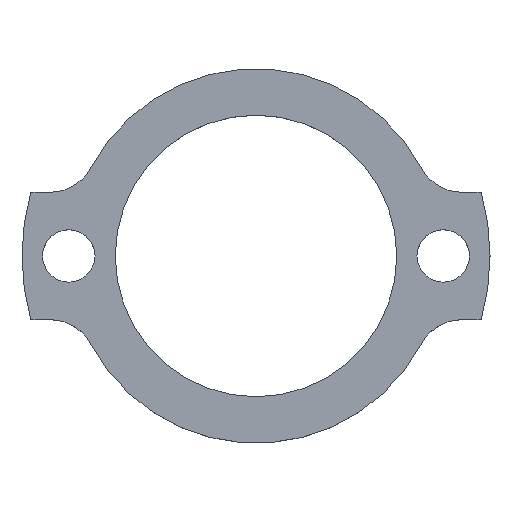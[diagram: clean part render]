
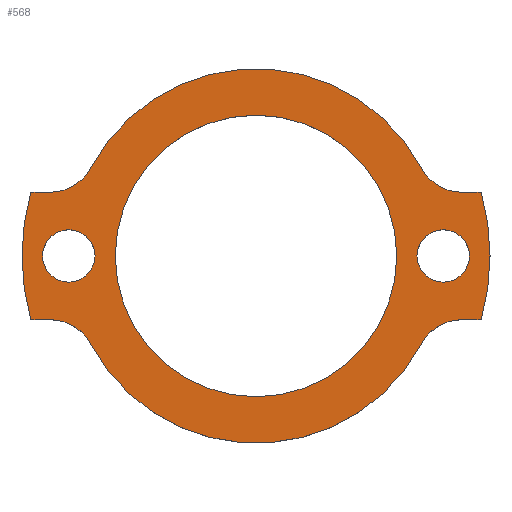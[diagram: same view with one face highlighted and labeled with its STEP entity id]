
A CAD part, top view. The second image highlights one B-rep face of the part: STEP entity #568.
In plain terms, the highlighted planar face has unit normal (0, 0, 1).
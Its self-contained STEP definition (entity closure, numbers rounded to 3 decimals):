
#84=CARTESIAN_POINT('',(11.196,5.994,3.048));
#85=VERTEX_POINT('',#84);
#92=CARTESIAN_POINT('',(13.995,4.318,3.048));
#93=VERTEX_POINT('',#92);
#94=CARTESIAN_POINT('',(13.995,7.493,3.048));
#95=DIRECTION('',(0.0,0.0,1.0));
#96=DIRECTION('',(-0.514,-0.858,0.0));
#97=AXIS2_PLACEMENT_3D('',#94,#95,#96);
#98=CIRCLE('',#97,3.175);
#99=EDGE_CURVE('',#85,#93,#98,.T.);
#125=CARTESIAN_POINT('',(-11.196,5.994,3.048));
#126=VERTEX_POINT('',#125);
#133=CARTESIAN_POINT('',(0.0,0.0,3.048));
#134=DIRECTION('',(0.0,0.0,1.0));
#135=DIRECTION('',(-0.94,-0.34,0.0));
#136=AXIS2_PLACEMENT_3D('',#133,#134,#135);
#137=CIRCLE('',#136,12.7);
#138=EDGE_CURVE('',#85,#126,#137,.T.);
#159=CARTESIAN_POINT('',(13.995,-4.318,3.048));
#160=VERTEX_POINT('',#159);
#167=CARTESIAN_POINT('',(11.196,-5.994,3.048));
#168=VERTEX_POINT('',#167);
#169=CARTESIAN_POINT('',(13.995,-7.493,3.048));
#170=DIRECTION('',(0.0,0.0,1.0));
#171=DIRECTION('',(-0.514,0.858,0.0));
#172=AXIS2_PLACEMENT_3D('',#169,#170,#171);
#173=CIRCLE('',#172,3.175);
#174=EDGE_CURVE('',#160,#168,#173,.T.);
#199=CARTESIAN_POINT('',(15.276,-4.318,3.048));
#200=VERTEX_POINT('',#199);
#207=CARTESIAN_POINT('',(13.995,-4.318,3.048));
#208=DIRECTION('',(1.0,0.0,0.0));
#209=VECTOR('',#208,1.281);
#210=LINE('',#207,#209);
#211=EDGE_CURVE('',#160,#200,#210,.T.);
#232=CARTESIAN_POINT('',(-11.196,-5.994,3.048));
#233=VERTEX_POINT('',#232);
#240=CARTESIAN_POINT('',(-13.995,-4.318,3.048));
#241=VERTEX_POINT('',#240);
#242=CARTESIAN_POINT('',(-13.995,-7.493,3.048));
#243=DIRECTION('',(0.0,0.0,1.0));
#244=DIRECTION('',(0.514,0.858,0.0));
#245=AXIS2_PLACEMENT_3D('',#242,#243,#244);
#246=CIRCLE('',#245,3.175);
#247=EDGE_CURVE('',#233,#241,#246,.T.);
#264=CARTESIAN_POINT('',(0.0,0.0,3.048));
#265=DIRECTION('',(0.0,0.0,1.0));
#266=DIRECTION('',(0.94,0.34,0.0));
#267=AXIS2_PLACEMENT_3D('',#264,#265,#266);
#268=CIRCLE('',#267,12.7);
#269=EDGE_CURVE('',#233,#168,#268,.T.);
#296=CARTESIAN_POINT('',(-13.995,4.318,3.048));
#297=VERTEX_POINT('',#296);
#304=CARTESIAN_POINT('',(-13.995,7.493,3.048));
#305=DIRECTION('',(0.0,0.0,1.0));
#306=DIRECTION('',(0.514,-0.858,0.0));
#307=AXIS2_PLACEMENT_3D('',#304,#305,#306);
#308=CIRCLE('',#307,3.175);
#309=EDGE_CURVE('',#297,#126,#308,.T.);
#329=CARTESIAN_POINT('',(-15.276,4.318,3.048));
#330=VERTEX_POINT('',#329);
#337=CARTESIAN_POINT('',(-13.995,4.318,3.048));
#338=DIRECTION('',(-1.0,0.0,0.0));
#339=VECTOR('',#338,1.281);
#340=LINE('',#337,#339);
#341=EDGE_CURVE('',#297,#330,#340,.T.);
#351=CARTESIAN_POINT('',(9.55,0.,3.048));
#352=VERTEX_POINT('',#351);
#353=CARTESIAN_POINT('',(0.0,0.0,3.048));
#354=DIRECTION('',(0.0,0.0,-1.0));
#355=DIRECTION('',(-1.0,0.0,0.0));
#356=AXIS2_PLACEMENT_3D('',#353,#354,#355);
#357=CIRCLE('',#356,9.55);
#358=EDGE_CURVE('',#352,#352,#357,.T.);
#379=CARTESIAN_POINT('',(14.478,0.,3.048));
#380=VERTEX_POINT('',#379);
#381=CARTESIAN_POINT('',(12.7,0.0,3.048));
#382=DIRECTION('',(0.0,0.0,-1.0));
#383=DIRECTION('',(-1.0,0.0,0.0));
#384=AXIS2_PLACEMENT_3D('',#381,#382,#383);
#385=CIRCLE('',#384,1.778);
#386=EDGE_CURVE('',#380,#380,#385,.T.);
#407=CARTESIAN_POINT('',(-10.922,0.,3.048));
#408=VERTEX_POINT('',#407);
#409=CARTESIAN_POINT('',(-12.7,0.,3.048));
#410=DIRECTION('',(0.0,0.0,-1.0));
#411=DIRECTION('',(-1.0,0.0,0.0));
#412=AXIS2_PLACEMENT_3D('',#409,#410,#411);
#413=CIRCLE('',#412,1.778);
#414=EDGE_CURVE('',#408,#408,#413,.T.);
#436=CARTESIAN_POINT('',(15.276,4.318,3.048));
#437=VERTEX_POINT('',#436);
#438=CARTESIAN_POINT('',(15.276,4.318,3.048));
#439=DIRECTION('',(-1.0,0.0,0.0));
#440=VECTOR('',#439,1.281);
#441=LINE('',#438,#440);
#442=EDGE_CURVE('',#437,#93,#441,.T.);
#474=CARTESIAN_POINT('',(0.0,0.0,3.048));
#475=DIRECTION('',(0.0,0.0,1.0));
#476=DIRECTION('',(-0.962,0.272,0.0));
#477=AXIS2_PLACEMENT_3D('',#474,#475,#476);
#478=CIRCLE('',#477,15.875);
#479=EDGE_CURVE('',#200,#437,#478,.T.);
#491=CARTESIAN_POINT('',(-15.276,-4.318,3.048));
#492=VERTEX_POINT('',#491);
#493=CARTESIAN_POINT('',(-15.276,-4.318,3.048));
#494=DIRECTION('',(1.0,0.0,0.0));
#495=VECTOR('',#494,1.281);
#496=LINE('',#493,#495);
#497=EDGE_CURVE('',#492,#241,#496,.T.);
#529=CARTESIAN_POINT('',(0.0,0.0,3.048));
#530=DIRECTION('',(0.0,0.0,1.0));
#531=DIRECTION('',(0.962,-0.272,0.0));
#532=AXIS2_PLACEMENT_3D('',#529,#530,#531);
#533=CIRCLE('',#532,15.875);
#534=EDGE_CURVE('',#330,#492,#533,.T.);
#540=CARTESIAN_POINT('',(0.,0.,3.048));
#541=DIRECTION('',(0.0,0.0,1.0));
#542=DIRECTION('',(1.0,0.0,0.0));
#543=AXIS2_PLACEMENT_3D('',#540,#541,#542);
#544=PLANE('',#543);
#545=ORIENTED_EDGE('',*,*,#341,.T.);
#546=ORIENTED_EDGE('',*,*,#534,.T.);
#547=ORIENTED_EDGE('',*,*,#497,.T.);
#548=ORIENTED_EDGE('',*,*,#247,.F.);
#549=ORIENTED_EDGE('',*,*,#269,.T.);
#550=ORIENTED_EDGE('',*,*,#174,.F.);
#551=ORIENTED_EDGE('',*,*,#211,.T.);
#552=ORIENTED_EDGE('',*,*,#479,.T.);
#553=ORIENTED_EDGE('',*,*,#442,.T.);
#554=ORIENTED_EDGE('',*,*,#99,.F.);
#555=ORIENTED_EDGE('',*,*,#138,.T.);
#556=ORIENTED_EDGE('',*,*,#309,.F.);
#557=EDGE_LOOP('',(#545,#546,#547,#548,#549,#550,#551,#552,#553,#554,#555,#556));
#558=FACE_OUTER_BOUND('',#557,.T.);
#559=ORIENTED_EDGE('',*,*,#358,.T.);
#560=EDGE_LOOP('',(#559));
#561=FACE_BOUND('',#560,.T.);
#562=ORIENTED_EDGE('',*,*,#386,.T.);
#563=EDGE_LOOP('',(#562));
#564=FACE_BOUND('',#563,.T.);
#565=ORIENTED_EDGE('',*,*,#414,.T.);
#566=EDGE_LOOP('',(#565));
#567=FACE_BOUND('',#566,.T.);
#568=ADVANCED_FACE('',(#558,#561,#564,#567),#544,.T.);
